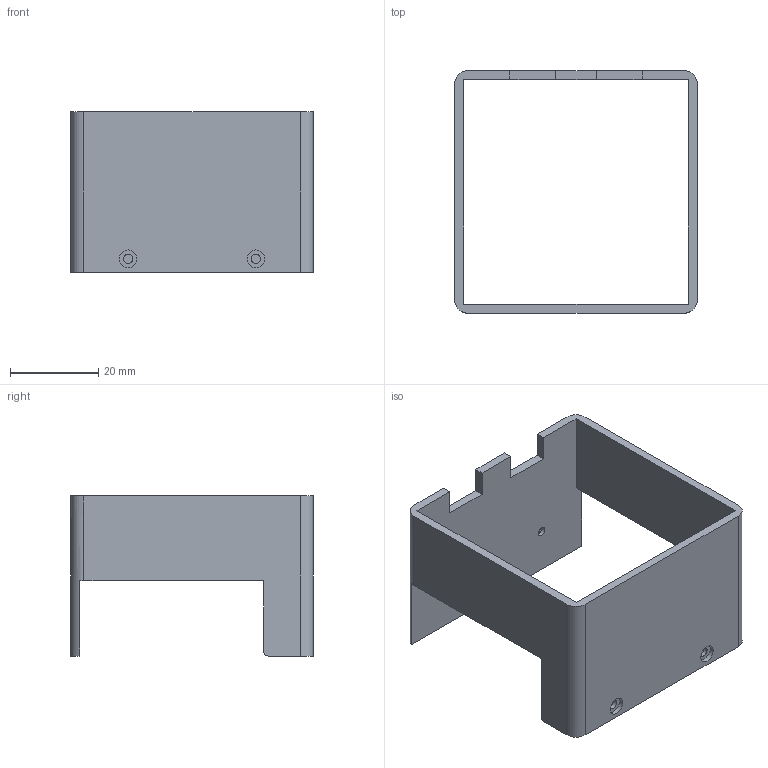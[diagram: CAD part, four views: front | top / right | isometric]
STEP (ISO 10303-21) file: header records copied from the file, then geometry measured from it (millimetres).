
FILE_DESCRIPTION(/* description */ (''),/* implementation_level */ '2;1');
FILE_NAME(/* name */ 'Cover_bottom_without_LED.step',/* time_stamp */ '2025-05-19T21:33:44+02:00',/* author */ (''),/* organization */ (''),/* preprocessor_version */ 'ST-DEVELOPER v20.1',/* originating_system */ 'Autodesk Translation Framework v14.4.0.0',/* authorisation */ '');
FILE_SCHEMA (('AUTOMOTIVE_DESIGN { 1 0 10303 214 3 1 1 }'));
Length unit declared in the file: millimetre
Products named in the file (1): Cover_bottom_without_LED
Bounding box: 55 x 55 x 36.3 mm (x, y, z)
Volume: 11943.6 mm3; surface area: 13156.5 mm2
Topology: 1 solids, 1 shells, 40 faces, 108 edges, 72 vertices
Faces by surface type: plane 26, cylinder 14
Full cylindrical faces by diameter (mm): 2.1 x4, 4 x4
Entity records: 1311 total; most frequent: CARTESIAN_POINT 221, DIRECTION 220, ORIENTED_EDGE 216, EDGE_CURVE 108, LINE 78, VECTOR 78, VERTEX_POINT 72, AXIS2_PLACEMENT_3D 71
